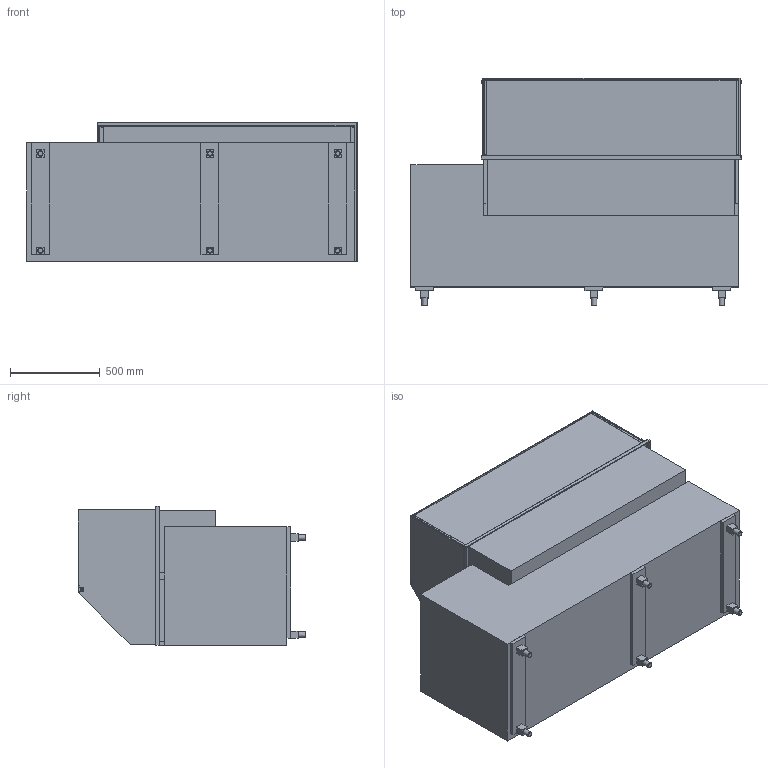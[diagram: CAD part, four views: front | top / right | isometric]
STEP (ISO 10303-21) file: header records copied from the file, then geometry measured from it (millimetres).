
FILE_DESCRIPTION(/* description */ ('Einbaukühlvitrine: eigengekühlt'),/* implementation_level */ '2;1');
FILE_NAME(/* name */ '3D-AKE-00006138.stp',/* time_stamp */ '2022-03-24T09:12:02+01:00',/* author */ ('julian.lux'),/* organization */ (''),/* preprocessor_version */ 'ST-DEVELOPER v18',/* originating_system */ 'Autodesk Inventor 2020',/* authorisation */ '');
FILE_SCHEMA (('AUTOMOTIVE_DESIGN { 1 0 10303 214 3 1 1 }'));
Length unit declared in the file: millimetre
Products named in the file (1): 3D-AKE-00006138
Bounding box: 1835 x 1266 x 774 mm (x, y, z)
Volume: 692478465.9 mm3; surface area: 21640894.2 mm2
Topology: 43 solids, 43 shells, 370 faces, 844 edges, 572 vertices
Faces by surface type: plane 340, cylinder 24, torus 6
Full cylindrical faces by diameter (mm): 6 x2, 16 x2, 25 x4, 30 x6
Entity records: 10386 total; most frequent: CARTESIAN_POINT 1787, ORIENTED_EDGE 1688, DIRECTION 1680, EDGE_CURVE 844, LINE 750, VECTOR 750, VERTEX_POINT 572, AXIS2_PLACEMENT_3D 465
